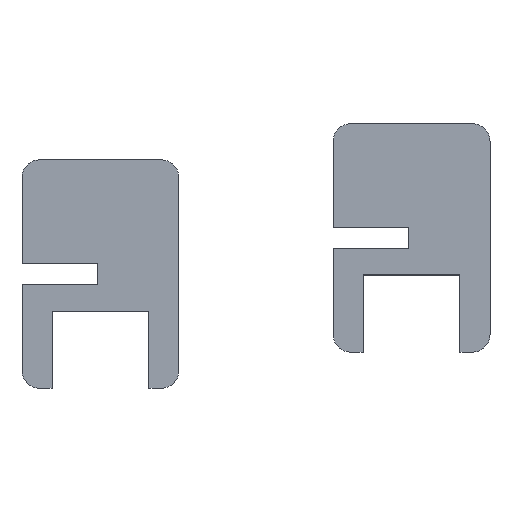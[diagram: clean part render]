
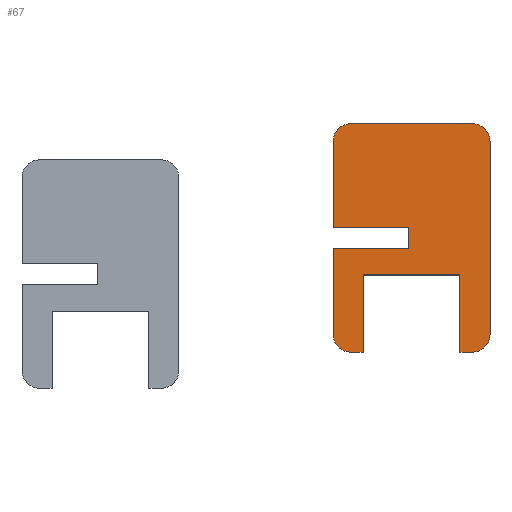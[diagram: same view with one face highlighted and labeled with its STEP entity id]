
A CAD part, top view. The second image highlights one B-rep face of the part: STEP entity #67.
In plain terms, the highlighted planar face has unit normal (0, 0, 1).
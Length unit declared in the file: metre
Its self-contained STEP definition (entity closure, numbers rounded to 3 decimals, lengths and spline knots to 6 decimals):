
#67 = ADVANCED_FACE( '', ( #161 ), #162, .T. );
#161 = FACE_OUTER_BOUND( '', #281, .T. );
#162 = PLANE( '', #282 );
#281 = EDGE_LOOP( '', ( #395, #396, #397, #398, #399, #400, #401, #402, #403, #404, #405, #406, #407, #408, #409, #410 ) );
#282 = AXIS2_PLACEMENT_3D( '', #411, #412, #413 );
#395 = ORIENTED_EDGE( '', *, *, #728, .T. );
#396 = ORIENTED_EDGE( '', *, *, #729, .T. );
#397 = ORIENTED_EDGE( '', *, *, #730, .F. );
#398 = ORIENTED_EDGE( '', *, *, #731, .T. );
#399 = ORIENTED_EDGE( '', *, *, #732, .F. );
#400 = ORIENTED_EDGE( '', *, *, #733, .T. );
#401 = ORIENTED_EDGE( '', *, *, #734, .T. );
#402 = ORIENTED_EDGE( '', *, *, #735, .F. );
#403 = ORIENTED_EDGE( '', *, *, #736, .T. );
#404 = ORIENTED_EDGE( '', *, *, #737, .T. );
#405 = ORIENTED_EDGE( '', *, *, #738, .T. );
#406 = ORIENTED_EDGE( '', *, *, #739, .T. );
#407 = ORIENTED_EDGE( '', *, *, #740, .T. );
#408 = ORIENTED_EDGE( '', *, *, #741, .T. );
#409 = ORIENTED_EDGE( '', *, *, #742, .F. );
#410 = ORIENTED_EDGE( '', *, *, #743, .F. );
#411 = CARTESIAN_POINT( '', ( 0.38449, 0.025305, 0.006 ) );
#412 = DIRECTION( '', ( 0., 0., 1. ) );
#413 = DIRECTION( '', ( 1., 0., 0. ) );
#728 = EDGE_CURVE( '', #864, #865, #866, .T. );
#729 = EDGE_CURVE( '', #865, #867, #868, .T. );
#730 = EDGE_CURVE( '', #869, #867, #870, .T. );
#731 = EDGE_CURVE( '', #869, #871, #872, .T. );
#732 = EDGE_CURVE( '', #873, #871, #874, .T. );
#733 = EDGE_CURVE( '', #873, #875, #876, .T. );
#734 = EDGE_CURVE( '', #875, #877, #878, .T. );
#735 = EDGE_CURVE( '', #879, #877, #880, .T. );
#736 = EDGE_CURVE( '', #879, #881, #882, .T. );
#737 = EDGE_CURVE( '', #881, #883, #884, .T. );
#738 = EDGE_CURVE( '', #883, #885, #886, .T. );
#739 = EDGE_CURVE( '', #885, #887, #888, .T. );
#740 = EDGE_CURVE( '', #887, #889, #890, .T. );
#741 = EDGE_CURVE( '', #889, #891, #892, .T. );
#742 = EDGE_CURVE( '', #893, #891, #894, .T. );
#743 = EDGE_CURVE( '', #864, #893, #895, .T. );
#864 = VERTEX_POINT( '', #1062 );
#865 = VERTEX_POINT( '', #1063 );
#866 = LINE( '', #1064, #1065 );
#867 = VERTEX_POINT( '', #1066 );
#868 = CIRCLE( '', #1067, 0.005 );
#869 = VERTEX_POINT( '', #1068 );
#870 = LINE( '', #1069, #1070 );
#871 = VERTEX_POINT( '', #1071 );
#872 = CIRCLE( '', #1072, 0.005 );
#873 = VERTEX_POINT( '', #1073 );
#874 = LINE( '', #1074, #1075 );
#875 = VERTEX_POINT( '', #1076 );
#876 = CIRCLE( '', #1077, 0.005 );
#877 = VERTEX_POINT( '', #1078 );
#878 = LINE( '', #1079, #1080 );
#879 = VERTEX_POINT( '', #1081 );
#880 = LINE( '', #1082, #1083 );
#881 = VERTEX_POINT( '', #1084 );
#882 = LINE( '', #1085, #1086 );
#883 = VERTEX_POINT( '', #1087 );
#884 = LINE( '', #1088, #1089 );
#885 = VERTEX_POINT( '', #1090 );
#886 = LINE( '', #1091, #1092 );
#887 = VERTEX_POINT( '', #1093 );
#888 = CIRCLE( '', #1094, 0.005 );
#889 = VERTEX_POINT( '', #1095 );
#890 = LINE( '', #1096, #1097 );
#891 = VERTEX_POINT( '', #1098 );
#892 = LINE( '', #1099, #1100 );
#893 = VERTEX_POINT( '', #1101 );
#894 = LINE( '', #1102, #1103 );
#895 = LINE( '', #1104, #1105 );
#1062 = CARTESIAN_POINT( '', ( 0.442974, -0.002262, 0.006 ) );
#1063 = CARTESIAN_POINT( '', ( 0.446595, -0.002262, 0.006 ) );
#1064 = CARTESIAN_POINT( '', ( 0.444785, -0.002262, 0.006 ) );
#1065 = VECTOR( '', #1334, 1. );
#1066 = CARTESIAN_POINT( '', ( 0.451595, 0.002738, 0.006 ) );
#1067 = AXIS2_PLACEMENT_3D( '', #1335, #1336, #1337 );
#1068 = CARTESIAN_POINT( '', ( 0.451595, 0.05823, 0.006 ) );
#1069 = CARTESIAN_POINT( '', ( 0.451595, 0.030484, 0.006 ) );
#1070 = VECTOR( '', #1338, 1. );
#1071 = CARTESIAN_POINT( '', ( 0.446595, 0.06323, 0.006 ) );
#1072 = AXIS2_PLACEMENT_3D( '', #1339, #1340, #1341 );
#1073 = CARTESIAN_POINT( '', ( 0.411595, 0.06323, 0.006 ) );
#1074 = CARTESIAN_POINT( '', ( 0.429095, 0.06323, 0.006 ) );
#1075 = VECTOR( '', #1342, 1. );
#1076 = CARTESIAN_POINT( '', ( 0.406595, 0.05823, 0.006 ) );
#1077 = AXIS2_PLACEMENT_3D( '', #1343, #1344, #1345 );
#1078 = CARTESIAN_POINT( '', ( 0.406595, 0.033484, 0.006 ) );
#1079 = CARTESIAN_POINT( '', ( 0.406595, 0.045857, 0.006 ) );
#1080 = VECTOR( '', #1346, 1. );
#1081 = CARTESIAN_POINT( '', ( 0.428281, 0.033484, 0.006 ) );
#1082 = CARTESIAN_POINT( '', ( 0.417438, 0.033484, 0.006 ) );
#1083 = VECTOR( '', #1347, 1. );
#1084 = CARTESIAN_POINT( '', ( 0.428281, 0.027484, 0.006 ) );
#1085 = CARTESIAN_POINT( '', ( 0.428281, 0.030484, 0.006 ) );
#1086 = VECTOR( '', #1348, 1. );
#1087 = CARTESIAN_POINT( '', ( 0.406595, 0.027484, 0.006 ) );
#1088 = CARTESIAN_POINT( '', ( 0.417438, 0.027484, 0.006 ) );
#1089 = VECTOR( '', #1349, 1. );
#1090 = CARTESIAN_POINT( '', ( 0.406595, 0.002738, 0.006 ) );
#1091 = CARTESIAN_POINT( '', ( 0.406595, 0.015111, 0.006 ) );
#1092 = VECTOR( '', #1350, 1. );
#1093 = CARTESIAN_POINT( '', ( 0.411595, -0.002262, 0.006 ) );
#1094 = AXIS2_PLACEMENT_3D( '', #1351, #1352, #1353 );
#1095 = CARTESIAN_POINT( '', ( 0.415216, -0.002262, 0.006 ) );
#1096 = CARTESIAN_POINT( '', ( 0.413405, -0.002262, 0.006 ) );
#1097 = VECTOR( '', #1354, 1. );
#1098 = CARTESIAN_POINT( '', ( 0.415216, 0.019858, 0.006 ) );
#1099 = CARTESIAN_POINT( '', ( 0.415216, 0.008798, 0.006 ) );
#1100 = VECTOR( '', #1355, 1. );
#1101 = CARTESIAN_POINT( '', ( 0.442974, 0.019858, 0.006 ) );
#1102 = CARTESIAN_POINT( '', ( 0.429095, 0.019858, 0.006 ) );
#1103 = VECTOR( '', #1356, 1. );
#1104 = CARTESIAN_POINT( '', ( 0.442974, 0.008798, 0.006 ) );
#1105 = VECTOR( '', #1357, 1. );
#1334 = DIRECTION( '', ( 1., 0., 0. ) );
#1335 = CARTESIAN_POINT( '', ( 0.446595, 0.002738, 0.006 ) );
#1336 = DIRECTION( '', ( 0., 0., 1. ) );
#1337 = DIRECTION( '', ( 1., 0., 0. ) );
#1338 = DIRECTION( '', ( 0., -1., 0. ) );
#1339 = CARTESIAN_POINT( '', ( 0.446595, 0.05823, 0.006 ) );
#1340 = DIRECTION( '', ( 0., 0., 1. ) );
#1341 = DIRECTION( '', ( 1., 0., 0. ) );
#1342 = DIRECTION( '', ( 1., 0., 0. ) );
#1343 = CARTESIAN_POINT( '', ( 0.411595, 0.05823, 0.006 ) );
#1344 = DIRECTION( '', ( 0., 0., 1. ) );
#1345 = DIRECTION( '', ( 1., 0., 0. ) );
#1346 = DIRECTION( '', ( 0., -1., 0. ) );
#1347 = DIRECTION( '', ( -1., 0., 0. ) );
#1348 = DIRECTION( '', ( 0., -1., 0. ) );
#1349 = DIRECTION( '', ( -1., 0., 0. ) );
#1350 = DIRECTION( '', ( 0., -1., 0. ) );
#1351 = CARTESIAN_POINT( '', ( 0.411595, 0.002738, 0.006 ) );
#1352 = DIRECTION( '', ( 0., 0., 1. ) );
#1353 = DIRECTION( '', ( 1., 0., 0. ) );
#1354 = DIRECTION( '', ( 1., 0., 0. ) );
#1355 = DIRECTION( '', ( 0., 1., 0. ) );
#1356 = DIRECTION( '', ( -1., 0., 0. ) );
#1357 = DIRECTION( '', ( 0., 1., 0. ) );
